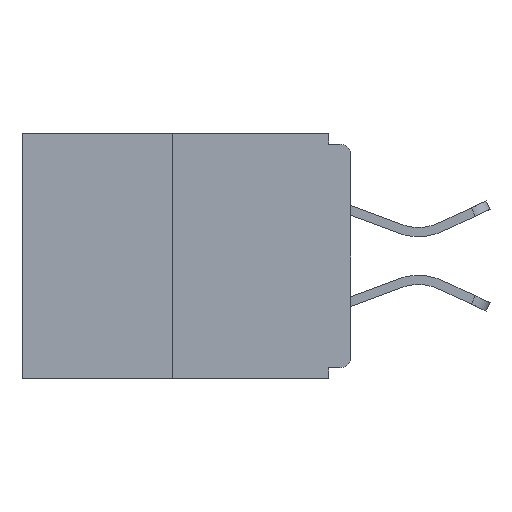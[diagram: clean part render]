
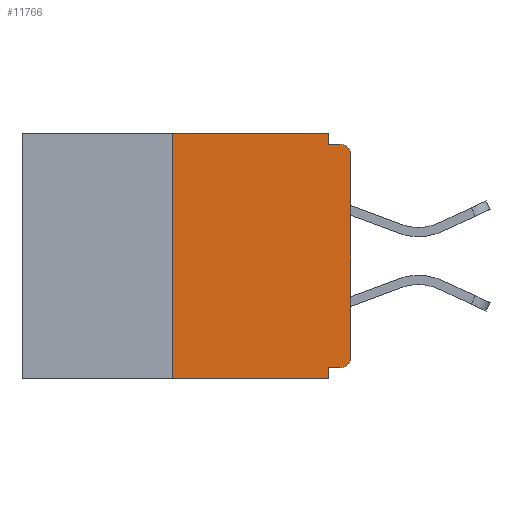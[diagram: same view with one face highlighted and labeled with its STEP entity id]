
A CAD part, left-side view. The second image highlights one B-rep face of the part: STEP entity #11766.
In plain terms, the highlighted planar face has unit normal (-1, 0, 0).
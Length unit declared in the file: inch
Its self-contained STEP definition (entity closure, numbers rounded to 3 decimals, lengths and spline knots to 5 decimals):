
#349 = CIRCLE ( 'NONE', #12947, 0.015 ) ;
#877 = DIRECTION ( 'NONE',  ( -1., 0., 0. ) ) ;
#893 = EDGE_CURVE ( 'NONE', #25520, #13748, #17283, .T. ) ;
#1040 = ORIENTED_EDGE ( 'NONE', *, *, #23458, .T. ) ;
#1492 = DIRECTION ( 'NONE',  ( 0., 0., 1. ) ) ;
#1538 = LINE ( 'NONE', #22727, #2003 ) ;
#1759 = EDGE_LOOP ( 'NONE', ( #22396, #3018, #14645, #26612, #3970, #14999, #12250, #1040, #14788, #7560 ) ) ;
#1779 = EDGE_CURVE ( 'NONE', #22955, #25520, #20272, .T. ) ;
#2003 = VECTOR ( 'NONE', #2074, 39.37008 ) ;
#2016 = LINE ( 'NONE', #5805, #24329 ) ;
#2074 = DIRECTION ( 'NONE',  ( 0., 1., 0. ) ) ;
#3003 = CARTESIAN_POINT ( 'NONE',  ( 0., 0.015, -0.03 ) ) ;
#3014 = DIRECTION ( 'NONE',  ( 0., -1., 0. ) ) ;
#3018 = ORIENTED_EDGE ( 'NONE', *, *, #4036, .F. ) ;
#3242 = EDGE_CURVE ( 'NONE', #18592, #22955, #21629, .T. ) ;
#3970 = ORIENTED_EDGE ( 'NONE', *, *, #17105, .F. ) ;
#4036 = EDGE_CURVE ( 'NONE', #22791, #18592, #2016, .T. ) ;
#4710 = VECTOR ( 'NONE', #3014, 39.37008 ) ;
#5049 = CARTESIAN_POINT ( 'NONE',  ( 0., 0.25, -0.343 ) ) ;
#5137 = DIRECTION ( 'NONE',  ( 0., -1., 0. ) ) ;
#5343 = PLANE ( 'NONE',  #23546 ) ;
#5767 = VERTEX_POINT ( 'NONE', #11877 ) ;
#5805 = CARTESIAN_POINT ( 'NONE',  ( 0., 0.25, 0. ) ) ;
#6170 = VECTOR ( 'NONE', #8807, 39.37008 ) ;
#6806 = DIRECTION ( 'NONE',  ( 0., 0., -1. ) ) ;
#7049 = EDGE_CURVE ( 'NONE', #22791, #21812, #23776, .T. ) ;
#7156 = EDGE_CURVE ( 'NONE', #8341, #21812, #22407, .T. ) ;
#7560 = ORIENTED_EDGE ( 'NONE', *, *, #1779, .F. ) ;
#7878 = CARTESIAN_POINT ( 'NONE',  ( 0., 0.031, 0. ) ) ;
#8172 = VERTEX_POINT ( 'NONE', #19207 ) ;
#8341 = VERTEX_POINT ( 'NONE', #11316 ) ;
#8625 = CARTESIAN_POINT ( 'NONE',  ( 0., 0.031, 0. ) ) ;
#8650 = AXIS2_PLACEMENT_3D ( 'NONE', #3003, #9113, #6806 ) ;
#8807 = DIRECTION ( 'NONE',  ( 0., -1., 0. ) ) ;
#9113 = DIRECTION ( 'NONE',  ( -1., 0., 0. ) ) ;
#9528 = DIRECTION ( 'NONE',  ( 0., 0., -1. ) ) ;
#9633 = VECTOR ( 'NONE', #26786, 39.37008 ) ;
#10831 = CARTESIAN_POINT ( 'NONE',  ( 0., 0.015, -0.313 ) ) ;
#10924 = CARTESIAN_POINT ( 'NONE',  ( 0., 0.015, -0.015 ) ) ;
#11271 = VECTOR ( 'NONE', #9528, 39.37008 ) ;
#11316 = CARTESIAN_POINT ( 'NONE',  ( 0., 0.031, -0.328 ) ) ;
#11766 = ADVANCED_FACE ( 'NONE', ( #26049 ), #5343, .F. ) ;
#11841 = LINE ( 'NONE', #20124, #23619 ) ;
#11877 = CARTESIAN_POINT ( 'NONE',  ( 0., 0.015, -0.328 ) ) ;
#12100 = DIRECTION ( 'NONE',  ( 0., 0., 1. ) ) ;
#12250 = ORIENTED_EDGE ( 'NONE', *, *, #15360, .T. ) ;
#12711 = CARTESIAN_POINT ( 'NONE',  ( 0., 0., -0.313 ) ) ;
#12947 = AXIS2_PLACEMENT_3D ( 'NONE', #10831, #877, #17364 ) ;
#13748 = VERTEX_POINT ( 'NONE', #10924 ) ;
#13976 = CARTESIAN_POINT ( 'NONE',  ( 0., 0.031, -0.343 ) ) ;
#14645 = ORIENTED_EDGE ( 'NONE', *, *, #7049, .T. ) ;
#14788 = ORIENTED_EDGE ( 'NONE', *, *, #893, .F. ) ;
#14999 = ORIENTED_EDGE ( 'NONE', *, *, #22236, .T. ) ;
#15360 = EDGE_CURVE ( 'NONE', #15836, #8172, #11841, .T. ) ;
#15626 = CARTESIAN_POINT ( 'NONE',  ( 0., 0.46, -0.343 ) ) ;
#15836 = VERTEX_POINT ( 'NONE', #12711 ) ;
#15978 = CARTESIAN_POINT ( 'NONE',  ( 0., 0.46, 0. ) ) ;
#16605 = VECTOR ( 'NONE', #5137, 39.37008 ) ;
#17105 = EDGE_CURVE ( 'NONE', #5767, #8341, #1538, .T. ) ;
#17283 = LINE ( 'NONE', #19167, #6170 ) ;
#17364 = DIRECTION ( 'NONE',  ( 0., 0., -1. ) ) ;
#17622 = DIRECTION ( 'NONE',  ( 1., 0., 0. ) ) ;
#17786 = CIRCLE ( 'NONE', #8650, 0.015 ) ;
#18592 = VERTEX_POINT ( 'NONE', #25463 ) ;
#19167 = CARTESIAN_POINT ( 'NONE',  ( 0., 0., -0.015 ) ) ;
#19207 = CARTESIAN_POINT ( 'NONE',  ( 0., 0., -0.03 ) ) ;
#20124 = CARTESIAN_POINT ( 'NONE',  ( 0., 0., 0. ) ) ;
#20272 = LINE ( 'NONE', #7878, #11271 ) ;
#21629 = LINE ( 'NONE', #23813, #4710 ) ;
#21812 = VERTEX_POINT ( 'NONE', #23085 ) ;
#22236 = EDGE_CURVE ( 'NONE', #5767, #15836, #349, .T. ) ;
#22396 = ORIENTED_EDGE ( 'NONE', *, *, #3242, .F. ) ;
#22407 = LINE ( 'NONE', #13976, #9633 ) ;
#22727 = CARTESIAN_POINT ( 'NONE',  ( 0., 0., -0.328 ) ) ;
#22791 = VERTEX_POINT ( 'NONE', #5049 ) ;
#22955 = VERTEX_POINT ( 'NONE', #8625 ) ;
#23085 = CARTESIAN_POINT ( 'NONE',  ( 0., 0.031, -0.343 ) ) ;
#23458 = EDGE_CURVE ( 'NONE', #8172, #13748, #17786, .T. ) ;
#23546 = AXIS2_PLACEMENT_3D ( 'NONE', #15978, #17622, #25765 ) ;
#23619 = VECTOR ( 'NONE', #1492, 39.37008 ) ;
#23776 = LINE ( 'NONE', #15626, #16605 ) ;
#23813 = CARTESIAN_POINT ( 'NONE',  ( 0., 0.46, 0. ) ) ;
#24126 = CARTESIAN_POINT ( 'NONE',  ( 0., 0.031, -0.015 ) ) ;
#24329 = VECTOR ( 'NONE', #12100, 39.37008 ) ;
#25463 = CARTESIAN_POINT ( 'NONE',  ( 0., 0.25, 0. ) ) ;
#25520 = VERTEX_POINT ( 'NONE', #24126 ) ;
#25765 = DIRECTION ( 'NONE',  ( 0., 0., -1. ) ) ;
#26049 = FACE_OUTER_BOUND ( 'NONE', #1759, .T. ) ;
#26612 = ORIENTED_EDGE ( 'NONE', *, *, #7156, .F. ) ;
#26786 = DIRECTION ( 'NONE',  ( 0., 0., -1. ) ) ;
